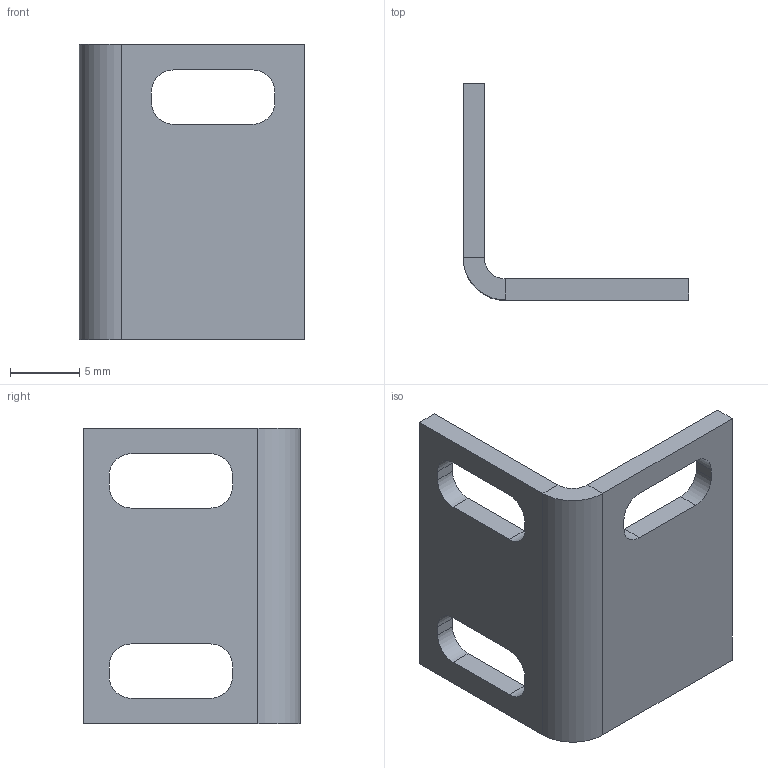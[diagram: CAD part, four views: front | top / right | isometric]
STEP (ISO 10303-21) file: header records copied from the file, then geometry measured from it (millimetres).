
FILE_DESCRIPTION(/* description */ (''),/* implementation_level */ '2;1');
FILE_NAME(/* name */ 'mezzanineBracketLeft.stp',/* time_stamp */ '2017-03-16T15:04:02-07:00',/* author */ ('Zara'),/* organization */ (''),/* preprocessor_version */ 'ST-DEVELOPER v16.5',/* originating_system */ 'Autodesk Inventor 2017',/* authorisation */ '');
FILE_SCHEMA (('AUTOMOTIVE_DESIGN { 1 0 10303 214 3 1 1 }'));
Length unit declared in the file: inch
Products named in the file (1): mezzanineBracketLeft
Bounding box: 16.26 x 15.6 x 21.29 mm (x, y, z)
Volume: 802.9 mm3; surface area: 1312.5 mm2
Topology: 1 solids, 1 shells, 38 faces, 100 edges, 64 vertices
Faces by surface type: plane 24, cylinder 14
Entity records: 1212 total; most frequent: DIRECTION 206, CARTESIAN_POINT 203, ORIENTED_EDGE 200, EDGE_CURVE 100, LINE 72, VECTOR 72, AXIS2_PLACEMENT_3D 67, VERTEX_POINT 64
